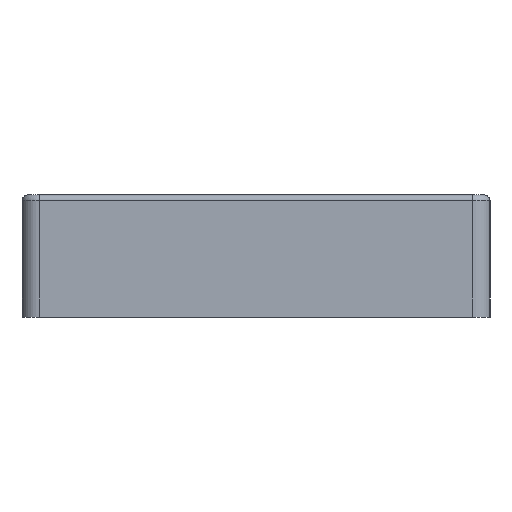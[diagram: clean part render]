
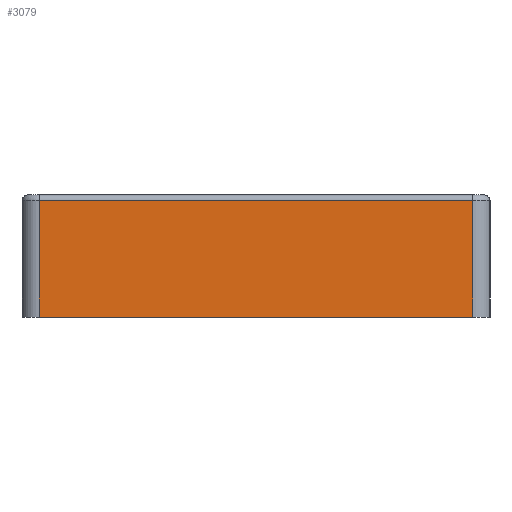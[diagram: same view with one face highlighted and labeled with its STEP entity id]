
A CAD part, left-side view. The second image highlights one B-rep face of the part: STEP entity #3079.
In plain terms, the highlighted planar face has unit normal (-1, 0, 0).
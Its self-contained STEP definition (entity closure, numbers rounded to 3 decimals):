
#411=FACE_OUTER_BOUND('',#606,.T.);
#606=EDGE_LOOP('',(#2599,#2600,#2601,#2602));
#884=LINE('',#5322,#1174);
#892=LINE('',#5362,#1182);
#893=LINE('',#5366,#1183);
#894=LINE('',#5367,#1184);
#1174=VECTOR('',#4148,10.);
#1182=VECTOR('',#4200,10.);
#1183=VECTOR('',#4205,10.);
#1184=VECTOR('',#4206,10.);
#1484=VERTEX_POINT('',#5319);
#1485=VERTEX_POINT('',#5321);
#1495=VERTEX_POINT('',#5361);
#1496=VERTEX_POINT('',#5365);
#1875=EDGE_CURVE('',#1484,#1485,#884,.T.);
#1895=EDGE_CURVE('',#1495,#1485,#892,.T.);
#1897=EDGE_CURVE('',#1496,#1484,#893,.T.);
#1898=EDGE_CURVE('',#1496,#1495,#894,.T.);
#2599=ORIENTED_EDGE('',*,*,#1875,.F.);
#2600=ORIENTED_EDGE('',*,*,#1897,.F.);
#2601=ORIENTED_EDGE('',*,*,#1898,.T.);
#2602=ORIENTED_EDGE('',*,*,#1895,.T.);
#2902=PLANE('',#3395);
#3079=ADVANCED_FACE('',(#411),#2902,.T.);
#3395=AXIS2_PLACEMENT_3D('',#5364,#4203,#4204);
#4148=DIRECTION('',(0.,-1.,0.));
#4200=DIRECTION('',(0.,0.,1.));
#4203=DIRECTION('center_axis',(-1.,0.,0.));
#4204=DIRECTION('ref_axis',(0.,-1.,0.));
#4205=DIRECTION('',(0.,0.,1.));
#4206=DIRECTION('',(0.,-1.,0.));
#5319=CARTESIAN_POINT('',(38.8,-46.1,21.51));
#5321=CARTESIAN_POINT('',(38.8,-120.6,21.51));
#5322=CARTESIAN_POINT('',(38.8,-64.725,21.51));
#5361=CARTESIAN_POINT('',(38.8,-120.6,1.51));
#5362=CARTESIAN_POINT('',(38.8,-120.6,1.51));
#5364=CARTESIAN_POINT('Origin',(38.8,-46.1,1.51));
#5365=CARTESIAN_POINT('',(38.8,-46.1,1.51));
#5366=CARTESIAN_POINT('',(38.8,-46.1,1.51));
#5367=CARTESIAN_POINT('',(38.8,-46.1,1.51));
